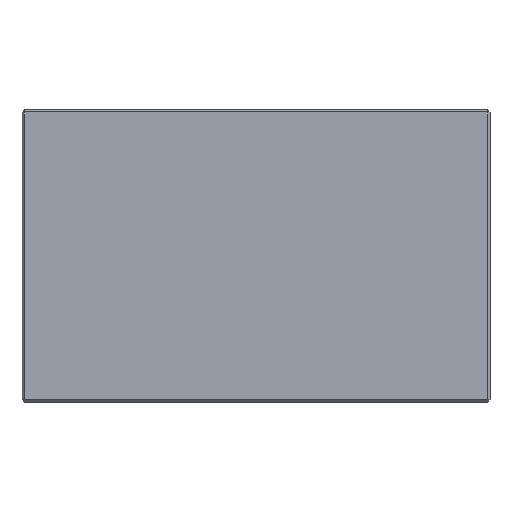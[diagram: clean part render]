
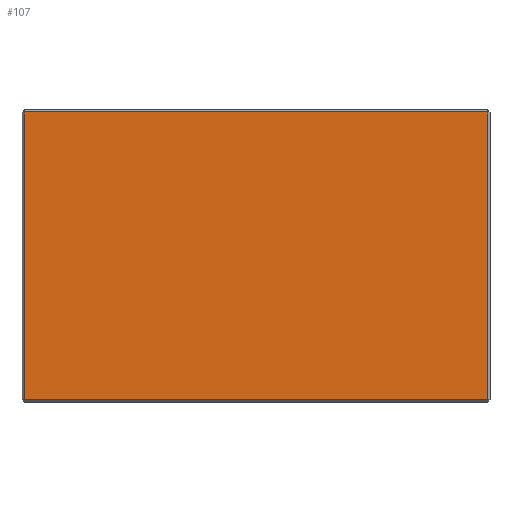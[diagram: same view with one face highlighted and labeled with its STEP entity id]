
A CAD part, top view. The second image highlights one B-rep face of the part: STEP entity #107.
In plain terms, the highlighted planar face has unit normal (0, 0, 1).
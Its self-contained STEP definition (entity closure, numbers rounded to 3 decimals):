
#10 = CARTESIAN_POINT ( 'NONE',  ( 0., 0., 0.45 ) ) ;
#30 = ORIENTED_EDGE ( 'NONE', *, *, #523, .T. ) ;
#107 = ADVANCED_FACE ( 'NONE', ( #128 ), #699, .T. ) ;
#128 = FACE_OUTER_BOUND ( 'NONE', #192, .T. ) ;
#132 = CARTESIAN_POINT ( 'NONE',  ( -0.99, 0.615, 0.45 ) ) ;
#133 = DIRECTION ( 'NONE',  ( -1., 0., 0. ) ) ;
#141 = LINE ( 'NONE', #714, #327 ) ;
#151 = CARTESIAN_POINT ( 'NONE',  ( -1., 0.615, 0.45 ) ) ;
#152 = ORIENTED_EDGE ( 'NONE', *, *, #313, .T. ) ;
#154 = VECTOR ( 'NONE', #229, 1000. ) ;
#156 = CARTESIAN_POINT ( 'NONE',  ( 0.99, -0.615, 0.45 ) ) ;
#173 = DIRECTION ( 'NONE',  ( 0., 1., 0. ) ) ;
#192 = EDGE_LOOP ( 'NONE', ( #488, #30, #152, #480 ) ) ;
#224 = CARTESIAN_POINT ( 'NONE',  ( -0.99, -0.615, 0.45 ) ) ;
#229 = DIRECTION ( 'NONE',  ( 0., -1., 0. ) ) ;
#269 = VERTEX_POINT ( 'NONE', #224 ) ;
#290 = VECTOR ( 'NONE', #173, 1000. ) ;
#298 = DIRECTION ( 'NONE',  ( 0., 0., 1. ) ) ;
#305 = CARTESIAN_POINT ( 'NONE',  ( 0.99, 0.615, 0.45 ) ) ;
#313 = EDGE_CURVE ( 'NONE', #729, #269, #517, .T. ) ;
#315 = LINE ( 'NONE', #151, #616 ) ;
#324 = CARTESIAN_POINT ( 'NONE',  ( 0.99, 0.625, 0.45 ) ) ;
#327 = VECTOR ( 'NONE', #364, 1000. ) ;
#364 = DIRECTION ( 'NONE',  ( 1., 0., 0. ) ) ;
#480 = ORIENTED_EDGE ( 'NONE', *, *, #511, .T. ) ;
#488 = ORIENTED_EDGE ( 'NONE', *, *, #646, .T. ) ;
#497 = VERTEX_POINT ( 'NONE', #305 ) ;
#511 = EDGE_CURVE ( 'NONE', #269, #610, #141, .T. ) ;
#517 = LINE ( 'NONE', #744, #154 ) ;
#521 = DIRECTION ( 'NONE',  ( 1., 0., 0. ) ) ;
#523 = EDGE_CURVE ( 'NONE', #497, #729, #315, .T. ) ;
#610 = VERTEX_POINT ( 'NONE', #156 ) ;
#616 = VECTOR ( 'NONE', #133, 1000. ) ;
#646 = EDGE_CURVE ( 'NONE', #610, #497, #692, .T. ) ;
#692 = LINE ( 'NONE', #324, #290 ) ;
#698 = AXIS2_PLACEMENT_3D ( 'NONE', #10, #298, #521 ) ;
#699 = PLANE ( 'NONE',  #698 ) ;
#714 = CARTESIAN_POINT ( 'NONE',  ( 1., -0.615, 0.45 ) ) ;
#729 = VERTEX_POINT ( 'NONE', #132 ) ;
#744 = CARTESIAN_POINT ( 'NONE',  ( -0.99, -0.625, 0.45 ) ) ;
